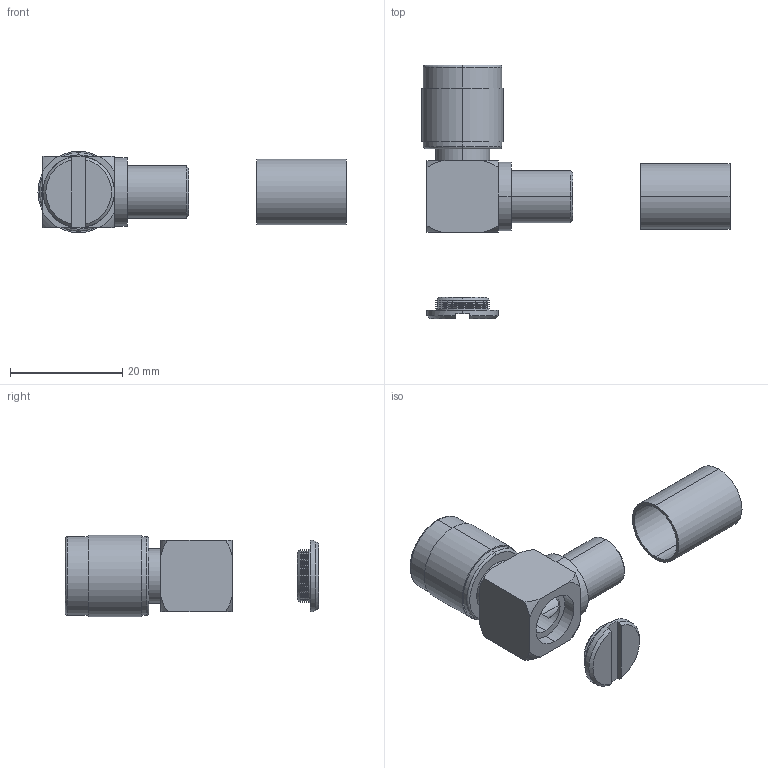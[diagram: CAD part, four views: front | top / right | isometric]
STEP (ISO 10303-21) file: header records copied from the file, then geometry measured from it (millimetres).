
FILE_DESCRIPTION (( 'STEP AP214' ), '1' );
FILE_NAME ('ATM-1416.STEP', '2013-04-15T18:59:25', ( 'x' ), ( '' ), 'SwSTEP 2.0', 'SolidWorks 2012', '' );
FILE_SCHEMA (( 'AUTOMOTIVE_DESIGN' ));
Length unit declared in the file: inch
Products named in the file (4): ATM-1416; ATM-1416-MA1; ATM-1416-MA3; ATM-1416-MA2
Assembly tree (3 placements, depth 2):
  ATM-1416
    ATM-1416-MA1
    ATM-1416-MA3
    ATM-1416-MA2
Bounding box: 54.79 x 45.1 x 14.48 mm (x, y, z)
Volume: 4195.3 mm3; surface area: 5660.8 mm2
Topology: 3 solids, 3 shells, 140 faces, 326 edges, 208 vertices
Faces by surface type: plane 60, cylinder 42, cone 24, torus 14
Entity records: 4839 total; most frequent: CARTESIAN_POINT 846, DIRECTION 758, ORIENTED_EDGE 652, EDGE_CURVE 326, AXIS2_PLACEMENT_3D 308, VERTEX_POINT 208, CIRCLE 162, EDGE_LOOP 160
